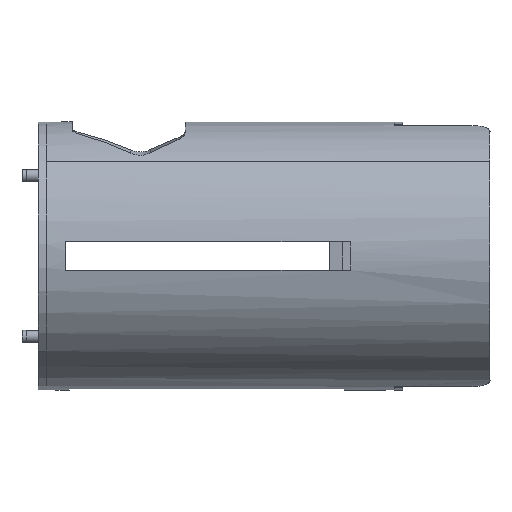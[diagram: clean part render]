
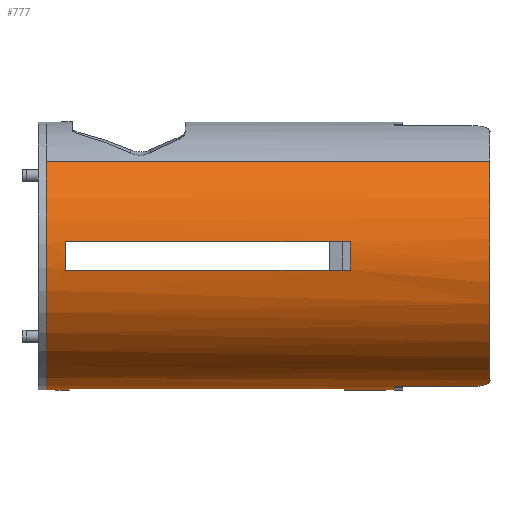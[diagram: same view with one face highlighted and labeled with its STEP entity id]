
A CAD part, left-side view. The second image highlights one B-rep face of the part: STEP entity #777.
In plain terms, the highlighted cylindrical face has radius 33 mm (diameter 66 mm), a partial arc.
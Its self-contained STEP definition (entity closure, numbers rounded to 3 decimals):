
#128=FACE_BOUND('',#1740,.F.);
#129=FACE_BOUND('',#1741,.F.);
#226=CYLINDRICAL_SURFACE('',#9437,33.);
#777=ADVANCED_FACE('',(#128,#129,#1256),#226,.T.);
#1256=FACE_OUTER_BOUND('',#1742,.F.);
#1740=EDGE_LOOP('',(#2708,#2709,#2710,#2711));
#1741=EDGE_LOOP('',(#2712,#2713,#2714,#2715));
#1742=EDGE_LOOP('',(#2716,#2717,#2718,#2719,#2720,#2721,#2722,#2723,#2724,
#2725));
#2708=ORIENTED_EDGE('',*,*,#6965,.T.);
#2709=ORIENTED_EDGE('',*,*,#6966,.T.);
#2710=ORIENTED_EDGE('',*,*,#6967,.F.);
#2711=ORIENTED_EDGE('',*,*,#6968,.T.);
#2712=ORIENTED_EDGE('',*,*,#6969,.T.);
#2713=ORIENTED_EDGE('',*,*,#6970,.T.);
#2714=ORIENTED_EDGE('',*,*,#6971,.F.);
#2715=ORIENTED_EDGE('',*,*,#6972,.T.);
#2716=ORIENTED_EDGE('',*,*,#6973,.T.);
#2717=ORIENTED_EDGE('',*,*,#6974,.F.);
#2718=ORIENTED_EDGE('',*,*,#6975,.T.);
#2719=ORIENTED_EDGE('',*,*,#6976,.F.);
#2720=ORIENTED_EDGE('',*,*,#6977,.T.);
#2721=ORIENTED_EDGE('',*,*,#6978,.T.);
#2722=ORIENTED_EDGE('',*,*,#6979,.F.);
#2723=ORIENTED_EDGE('',*,*,#6980,.T.);
#2724=ORIENTED_EDGE('',*,*,#6915,.T.);
#2725=ORIENTED_EDGE('',*,*,#6981,.T.);
#4934=LINE('',#13504,#5677);
#4935=LINE('',#13506,#5678);
#4936=LINE('',#13508,#5679);
#4937=LINE('',#13510,#5680);
#4938=LINE('',#13513,#5681);
#4939=LINE('',#13524,#5682);
#4940=LINE('',#13526,#5683);
#4941=LINE('',#13536,#5684);
#5677=VECTOR('',#10369,70.);
#5678=VECTOR('',#10372,70.);
#5679=VECTOR('',#10375,67.5);
#5680=VECTOR('',#10378,67.5);
#5681=VECTOR('',#10383,109.);
#5682=VECTOR('',#10386,18.5);
#5683=VECTOR('',#10389,18.5);
#5684=VECTOR('',#10390,109.);
#6400=CIRCLE('',#9296,33.);
#6419=CIRCLE('',#9315,33.);
#6420=CIRCLE('',#9316,33.);
#6421=CIRCLE('',#9317,33.);
#6422=CIRCLE('',#9318,33.);
#6423=CIRCLE('',#9319,33.);
#6424=CIRCLE('',#9320,33.);
#6425=CIRCLE('',#9321,33.);
#6915=EDGE_CURVE('',#8439,#8441,#6400,.T.);
#6965=EDGE_CURVE('',#8391,#8390,#4934,.T.);
#6966=EDGE_CURVE('',#8390,#8389,#6419,.T.);
#6967=EDGE_CURVE('',#8388,#8389,#4935,.T.);
#6968=EDGE_CURVE('',#8388,#8391,#6420,.T.);
#6969=EDGE_CURVE('',#8387,#8386,#4936,.T.);
#6970=EDGE_CURVE('',#8386,#8385,#6421,.T.);
#6971=EDGE_CURVE('',#8384,#8385,#4937,.T.);
#6972=EDGE_CURVE('',#8384,#8387,#6422,.T.);
#6973=EDGE_CURVE('',#8383,#8382,#6423,.T.);
#6974=EDGE_CURVE('',#8381,#8382,#4938,.T.);
#6975=EDGE_CURVE('',#8381,#8380,#6424,.T.);
#6976=EDGE_CURVE('',#8379,#8380,#8214,.T.);
#6977=EDGE_CURVE('',#8379,#8378,#4939,.T.);
#6978=EDGE_CURVE('',#8378,#8377,#6425,.T.);
#6979=EDGE_CURVE('',#8376,#8377,#4940,.T.);
#6980=EDGE_CURVE('',#8376,#8439,#8215,.T.);
#6981=EDGE_CURVE('',#8441,#8383,#4941,.T.);
#8214=B_SPLINE_CURVE_WITH_KNOTS('',3,(#13515,#13516,#13517,#13518,#13519,#13520,
#13521,#13522,#13523),.UNSPECIFIED.,.F.,.F.,(4,1,1,1,1,1,4),(0.,
0.202,0.345,0.516,0.684,
0.82,1.),.UNSPECIFIED.);
#8215=B_SPLINE_CURVE_WITH_KNOTS('',3,(#13527,#13528,#13529,#13530,#13531,#13532,
#13533,#13534,#13535),.UNSPECIFIED.,.F.,.F.,(4,1,1,1,1,1,4),(0.,
0.202,0.345,0.516,0.684,
0.82,1.),.UNSPECIFIED.);
#8376=VERTEX_POINT('',#13161);
#8377=VERTEX_POINT('',#13162);
#8378=VERTEX_POINT('',#13163);
#8379=VERTEX_POINT('',#13164);
#8380=VERTEX_POINT('',#13165);
#8381=VERTEX_POINT('',#13166);
#8382=VERTEX_POINT('',#13167);
#8383=VERTEX_POINT('',#13168);
#8384=VERTEX_POINT('',#13169);
#8385=VERTEX_POINT('',#13170);
#8386=VERTEX_POINT('',#13171);
#8387=VERTEX_POINT('',#13172);
#8388=VERTEX_POINT('',#13173);
#8389=VERTEX_POINT('',#13174);
#8390=VERTEX_POINT('',#13175);
#8391=VERTEX_POINT('',#13176);
#8439=VERTEX_POINT('',#13224);
#8441=VERTEX_POINT('',#13226);
#9296=AXIS2_PLACEMENT_3D('',#13416,#10305,#10306);
#9315=AXIS2_PLACEMENT_3D('',#13505,#10370,#10371);
#9316=AXIS2_PLACEMENT_3D('',#13507,#10373,#10374);
#9317=AXIS2_PLACEMENT_3D('',#13509,#10376,#10377);
#9318=AXIS2_PLACEMENT_3D('',#13511,#10379,#10380);
#9319=AXIS2_PLACEMENT_3D('',#13512,#10381,#10382);
#9320=AXIS2_PLACEMENT_3D('',#13514,#10384,#10385);
#9321=AXIS2_PLACEMENT_3D('',#13525,#10387,#10388);
#9437=AXIS2_PLACEMENT_3D('',#13971,#10827,#10828);
#10305=DIRECTION('',(0.,-1.,0.));
#10306=DIRECTION('',(0.378,0.,-0.926));
#10369=DIRECTION('',(0.,1.,0.));
#10370=DIRECTION('',(0.,-1.,0.));
#10371=DIRECTION('',(-0.994,0.,0.107));
#10372=DIRECTION('',(0.,1.,0.));
#10373=DIRECTION('',(0.,1.,0.));
#10374=DIRECTION('',(-0.994,0.,-0.105));
#10375=DIRECTION('',(0.,1.,0.));
#10376=DIRECTION('',(0.,-1.,0.));
#10377=DIRECTION('',(-0.152,0.,-0.988));
#10378=DIRECTION('',(0.,1.,0.));
#10379=DIRECTION('',(0.,1.,0.));
#10380=DIRECTION('',(0.151,0.,-0.989));
#10381=DIRECTION('',(0.,1.,0.));
#10382=DIRECTION('',(0.707,0.,-0.707));
#10383=DIRECTION('',(0.,1.,0.));
#10384=DIRECTION('',(0.,-1.,0.));
#10385=DIRECTION('',(-0.707,0.,0.707));
#10386=DIRECTION('',(0.,1.,0.));
#10387=DIRECTION('',(0.,-1.,0.));
#10388=DIRECTION('',(-0.233,0.,-0.972));
#10389=DIRECTION('',(0.,1.,0.));
#10390=DIRECTION('',(0.,1.,0.));
#10827=DIRECTION('',(0.,1.,0.));
#10828=DIRECTION('',(0.766,0.,-0.643));
#13161=CARTESIAN_POINT('',(7.695,-36.521,
-7.861));
#13162=CARTESIAN_POINT('',(7.695,-18.021,
-7.861));
#13163=CARTESIAN_POINT('',(-7.695,-18.021,
-7.861));
#13164=CARTESIAN_POINT('',(-7.695,-36.521,
-7.861));
#13165=CARTESIAN_POINT('',(-12.468,-41.521,
-6.325));
#13166=CARTESIAN_POINT('',(-23.335,-41.521,
47.564));
#13167=CARTESIAN_POINT('',(-23.335,67.479,
47.564));
#13168=CARTESIAN_POINT('',(23.335,67.479,
0.895));
#13169=CARTESIAN_POINT('',(4.98,-5.671,-8.393));
#13170=CARTESIAN_POINT('',(4.98,61.829,-8.393));
#13171=CARTESIAN_POINT('',(-5.02,61.829,
-8.387));
#13172=CARTESIAN_POINT('',(-5.02,-5.671,
-8.387));
#13173=CARTESIAN_POINT('',(-32.816,-7.171,
20.749));
#13174=CARTESIAN_POINT('',(-32.816,62.829,
20.749));
#13175=CARTESIAN_POINT('',(-32.812,62.829,
27.749));
#13176=CARTESIAN_POINT('',(-32.812,-7.171,
27.749));
#13224=CARTESIAN_POINT('',(12.468,-41.521,
-6.325));
#13226=CARTESIAN_POINT('',(23.335,-41.521,
0.895));
#13416=CARTESIAN_POINT('',(0.,-41.521,24.229));
#13504=CARTESIAN_POINT('',(-32.812,-7.171,
27.749));
#13505=CARTESIAN_POINT('',(0.,62.829,24.229));
#13506=CARTESIAN_POINT('',(-32.816,-7.171,
20.749));
#13507=CARTESIAN_POINT('',(0.,-7.171,24.229));
#13508=CARTESIAN_POINT('',(-5.02,-5.671,
-8.387));
#13509=CARTESIAN_POINT('',(0.,61.829,24.229));
#13510=CARTESIAN_POINT('',(4.98,-5.671,-8.393));
#13511=CARTESIAN_POINT('',(0.,-5.671,24.229));
#13512=CARTESIAN_POINT('',(0.,67.479,24.229));
#13513=CARTESIAN_POINT('',(-23.335,-41.521,
47.564));
#13514=CARTESIAN_POINT('',(0.,-41.521,24.229));
#13515=CARTESIAN_POINT('',(-7.695,-36.521,
-7.861));
#13516=CARTESIAN_POINT('',(-7.694,-37.049,
-7.861));
#13517=CARTESIAN_POINT('',(-7.835,-37.952,
-7.828));
#13518=CARTESIAN_POINT('',(-8.387,-39.193,
-7.689));
#13519=CARTESIAN_POINT('',(-9.16,-40.188,
-7.479));
#13520=CARTESIAN_POINT('',(-10.135,-40.924,
-7.182));
#13521=CARTESIAN_POINT('',(-11.256,-41.405,
-6.799));
#13522=CARTESIAN_POINT('',(-12.03,-41.521,
-6.503));
#13523=CARTESIAN_POINT('',(-12.468,-41.521,
-6.325));
#13524=CARTESIAN_POINT('',(-7.695,-36.521,
-7.861));
#13525=CARTESIAN_POINT('',(0.,-18.021,24.229));
#13526=CARTESIAN_POINT('',(7.695,-36.521,
-7.861));
#13527=CARTESIAN_POINT('',(7.695,-36.521,
-7.861));
#13528=CARTESIAN_POINT('',(7.694,-37.049,
-7.861));
#13529=CARTESIAN_POINT('',(7.835,-37.952,
-7.828));
#13530=CARTESIAN_POINT('',(8.387,-39.193,
-7.689));
#13531=CARTESIAN_POINT('',(9.16,-40.188,
-7.479));
#13532=CARTESIAN_POINT('',(10.135,-40.924,
-7.182));
#13533=CARTESIAN_POINT('',(11.256,-41.405,
-6.799));
#13534=CARTESIAN_POINT('',(12.03,-41.521,
-6.503));
#13535=CARTESIAN_POINT('',(12.468,-41.521,
-6.325));
#13536=CARTESIAN_POINT('',(23.335,-41.521,
0.895));
#13971=CARTESIAN_POINT('',(0.,72.929,24.229));
